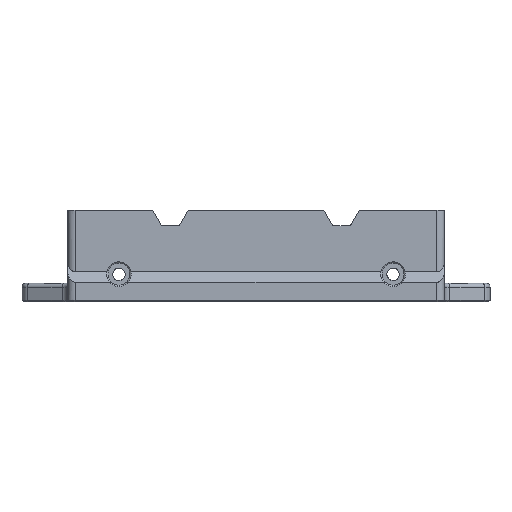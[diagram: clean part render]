
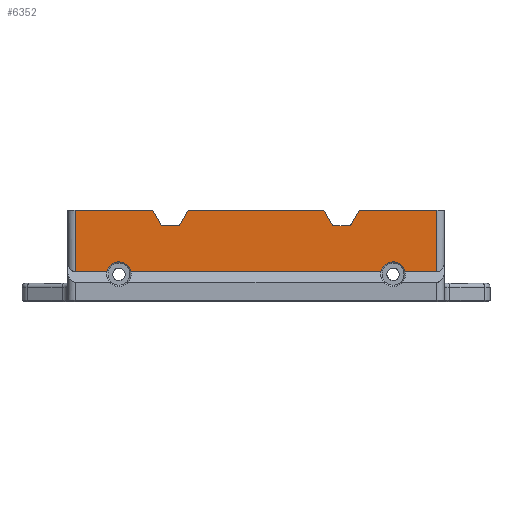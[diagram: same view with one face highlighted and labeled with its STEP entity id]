
A CAD part, front view. The second image highlights one B-rep face of the part: STEP entity #6352.
In plain terms, the highlighted planar face has unit normal (0, -1, 0).
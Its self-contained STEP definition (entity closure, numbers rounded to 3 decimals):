
#483=CIRCLE('',#6732,3.4);
#487=CIRCLE('',#6745,3.4);
#986=FACE_OUTER_BOUND('',#1367,.T.);
#1367=EDGE_LOOP('',(#5728,#5729,#5730,#5731,#5732,#5733,#5734,#5735,#5736,
#5737,#5738,#5739,#5740,#5741,#5742,#5743));
#1397=LINE('',#9060,#1942);
#1401=LINE('',#9069,#1946);
#1405=LINE('',#9078,#1950);
#1409=LINE('',#9087,#1954);
#1501=LINE('',#9315,#2046);
#1503=LINE('',#9318,#2048);
#1514=LINE('',#9344,#2059);
#1517=LINE('',#9352,#2062);
#1519=LINE('',#9360,#2064);
#1824=LINE('',#10678,#2369);
#1826=LINE('',#10812,#2371);
#1928=LINE('',#11789,#2473);
#1929=LINE('',#11791,#2474);
#1930=LINE('',#11792,#2475);
#1942=VECTOR('',#7095,10.);
#1946=VECTOR('',#7101,10.);
#1950=VECTOR('',#7107,10.);
#1954=VECTOR('',#7113,10.);
#2046=VECTOR('',#7281,10.);
#2048=VECTOR('',#7285,10.);
#2059=VECTOR('',#7314,10.);
#2062=VECTOR('',#7323,10.);
#2064=VECTOR('',#7331,10.);
#2369=VECTOR('',#8232,10.);
#2371=VECTOR('',#8258,10.);
#2473=VECTOR('',#8980,10.);
#2474=VECTOR('',#8983,10.);
#2475=VECTOR('',#8984,10.);
#2487=VERTEX_POINT('',#9058);
#2488=VERTEX_POINT('',#9059);
#2491=VERTEX_POINT('',#9067);
#2492=VERTEX_POINT('',#9068);
#2495=VERTEX_POINT('',#9076);
#2496=VERTEX_POINT('',#9077);
#2499=VERTEX_POINT('',#9085);
#2500=VERTEX_POINT('',#9086);
#2592=VERTEX_POINT('',#9343);
#2597=VERTEX_POINT('',#9358);
#2908=VERTEX_POINT('',#10669);
#2909=VERTEX_POINT('',#10670);
#2910=VERTEX_POINT('',#10676);
#2923=VERTEX_POINT('',#10805);
#2924=VERTEX_POINT('',#10806);
#3049=VERTEX_POINT('',#11787);
#3051=EDGE_CURVE('',#2487,#2488,#1397,.T.);
#3055=EDGE_CURVE('',#2491,#2492,#1401,.T.);
#3059=EDGE_CURVE('',#2495,#2496,#1405,.T.);
#3063=EDGE_CURVE('',#2499,#2500,#1409,.T.);
#3172=EDGE_CURVE('',#2496,#2487,#1501,.T.);
#3174=EDGE_CURVE('',#2500,#2492,#1503,.T.);
#3187=EDGE_CURVE('',#2488,#2592,#1514,.T.);
#3192=EDGE_CURVE('',#2491,#2495,#1517,.T.);
#3196=EDGE_CURVE('',#2597,#2499,#1519,.T.);
#3667=EDGE_CURVE('',#2908,#2909,#483,.T.);
#3672=EDGE_CURVE('',#2908,#2910,#1824,.T.);
#3689=EDGE_CURVE('',#2923,#2924,#487,.T.);
#3693=EDGE_CURVE('',#2923,#2909,#1826,.T.);
#3971=EDGE_CURVE('',#3049,#2597,#1928,.T.);
#3972=EDGE_CURVE('',#3049,#2924,#1929,.T.);
#3973=EDGE_CURVE('',#2592,#2910,#1930,.T.);
#5728=ORIENTED_EDGE('',*,*,#3192,.F.);
#5729=ORIENTED_EDGE('',*,*,#3055,.T.);
#5730=ORIENTED_EDGE('',*,*,#3174,.F.);
#5731=ORIENTED_EDGE('',*,*,#3063,.F.);
#5732=ORIENTED_EDGE('',*,*,#3196,.F.);
#5733=ORIENTED_EDGE('',*,*,#3971,.F.);
#5734=ORIENTED_EDGE('',*,*,#3972,.T.);
#5735=ORIENTED_EDGE('',*,*,#3689,.F.);
#5736=ORIENTED_EDGE('',*,*,#3693,.T.);
#5737=ORIENTED_EDGE('',*,*,#3667,.F.);
#5738=ORIENTED_EDGE('',*,*,#3672,.T.);
#5739=ORIENTED_EDGE('',*,*,#3973,.F.);
#5740=ORIENTED_EDGE('',*,*,#3187,.F.);
#5741=ORIENTED_EDGE('',*,*,#3051,.F.);
#5742=ORIENTED_EDGE('',*,*,#3172,.F.);
#5743=ORIENTED_EDGE('',*,*,#3059,.F.);
#5996=PLANE('',#7060);
#6352=ADVANCED_FACE('',(#986),#5996,.F.);
#6732=AXIS2_PLACEMENT_3D('',#10671,#8220,#8221);
#6745=AXIS2_PLACEMENT_3D('',#10807,#8248,#8249);
#7060=AXIS2_PLACEMENT_3D('',#11790,#8981,#8982);
#7095=DIRECTION('',(0.5,0.,0.866));
#7101=DIRECTION('',(-0.5,0.,-0.866));
#7107=DIRECTION('',(0.5,0.,-0.866));
#7113=DIRECTION('',(0.5,0.,-0.866));
#7281=DIRECTION('',(1.,0.,0.));
#7285=DIRECTION('',(1.,0.,0.));
#7314=DIRECTION('',(1.,0.,0.));
#7323=DIRECTION('',(1.,0.,0.));
#7331=DIRECTION('',(1.,0.,0.));
#8220=DIRECTION('center_axis',(0.,-1.,0.));
#8221=DIRECTION('ref_axis',(-1.,0.,0.));
#8232=DIRECTION('',(1.,0.,0.));
#8248=DIRECTION('center_axis',(0.,-1.,0.));
#8249=DIRECTION('ref_axis',(-1.,0.,0.));
#8258=DIRECTION('',(1.,0.,0.));
#8980=DIRECTION('',(0.,0.,1.));
#8981=DIRECTION('center_axis',(0.,1.,0.));
#8982=DIRECTION('ref_axis',(1.,0.,0.));
#8983=DIRECTION('',(1.,0.,0.));
#8984=DIRECTION('',(0.,0.,-1.));
#9058=CARTESIAN_POINT('',(25.825,-24.708,20.8));
#9059=CARTESIAN_POINT('',(28.25,-24.708,25.));
#9060=CARTESIAN_POINT('',(25.825,-24.708,20.8));
#9067=CARTESIAN_POINT('',(-18.55,-24.708,25.));
#9068=CARTESIAN_POINT('',(-20.975,-24.708,20.8));
#9069=CARTESIAN_POINT('',(-18.55,-24.708,25.));
#9076=CARTESIAN_POINT('',(18.55,-24.708,25.));
#9077=CARTESIAN_POINT('',(20.975,-24.708,20.8));
#9078=CARTESIAN_POINT('',(18.55,-24.708,25.));
#9085=CARTESIAN_POINT('',(-28.25,-24.708,25.));
#9086=CARTESIAN_POINT('',(-25.825,-24.708,20.8));
#9087=CARTESIAN_POINT('',(-28.25,-24.708,25.));
#9315=CARTESIAN_POINT('',(-12.838,-24.708,20.8));
#9318=CARTESIAN_POINT('',(-36.238,-24.708,20.8));
#9343=CARTESIAN_POINT('',(49.5,-24.708,25.));
#9344=CARTESIAN_POINT('',(-25.75,-24.708,25.));
#9352=CARTESIAN_POINT('',(-25.75,-24.708,25.));
#9358=CARTESIAN_POINT('',(-49.5,-24.708,25.));
#9360=CARTESIAN_POINT('',(-25.75,-24.708,25.));
#10669=CARTESIAN_POINT('',(40.827,-24.708,8.2));
#10670=CARTESIAN_POINT('',(34.173,-24.708,8.2));
#10671=CARTESIAN_POINT('Origin',(37.5,-24.708,7.5));
#10676=CARTESIAN_POINT('',(49.5,-24.708,8.2));
#10678=CARTESIAN_POINT('',(64.2,-24.708,8.2));
#10805=CARTESIAN_POINT('',(-34.173,-24.708,8.2));
#10806=CARTESIAN_POINT('',(-40.827,-24.708,8.2));
#10807=CARTESIAN_POINT('Origin',(-37.5,-24.708,7.5));
#10812=CARTESIAN_POINT('',(64.2,-24.708,8.2));
#11787=CARTESIAN_POINT('',(-49.5,-24.708,8.2));
#11789=CARTESIAN_POINT('',(-49.5,-24.708,7.5));
#11790=CARTESIAN_POINT('Origin',(-51.5,-24.708,15.));
#11791=CARTESIAN_POINT('',(64.2,-24.708,8.2));
#11792=CARTESIAN_POINT('',(49.5,-24.708,7.5));
